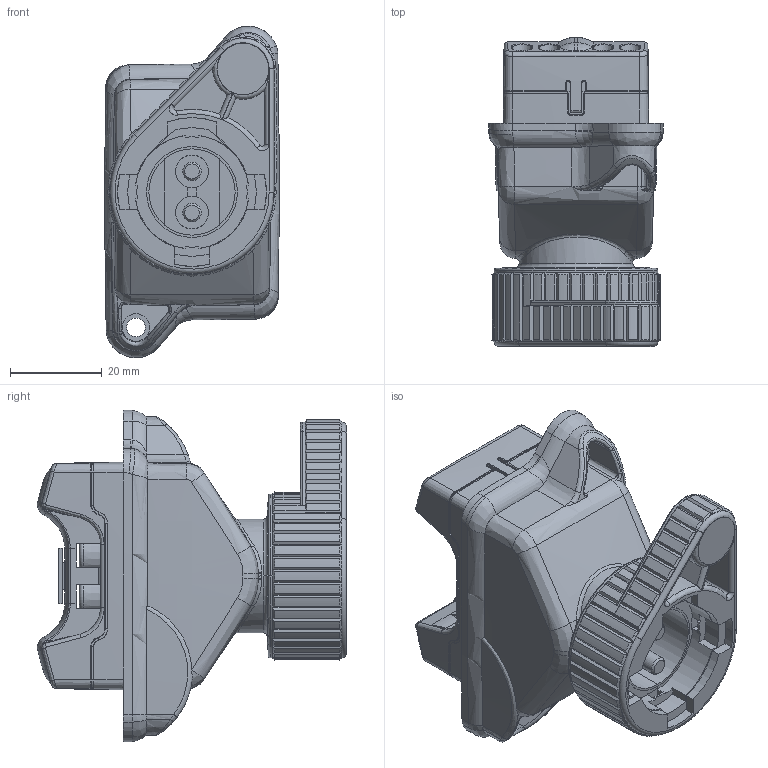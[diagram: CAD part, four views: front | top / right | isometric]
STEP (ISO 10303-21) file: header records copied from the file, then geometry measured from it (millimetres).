
FILE_DESCRIPTION((''),'2;1');
FILE_NAME('05-1141-0378_GEHAEUSE','2023-09-28T10:33:13',('Beil'),(''),'CREO PARAMETRIC BY PTC INC, 2019030','CREO PARAMETRIC BY PTC INC, 2019030','');
FILE_SCHEMA(('CONFIG_CONTROL_DESIGN','SHAPE_APPEARANCE_LAYERS_GROUPS'));
Products named in the file (1): 05-1141-0378_GEHAEUSE
Bounding box: 37.98 x 67.35 x 72.2 mm (x, y, z)
Volume: 69794.8 mm3; surface area: 29763.2 mm2
Topology: 1 solids, 1 shells, 2529 faces, 6686 edges, 4172 vertices
Faces by surface type: plane 1258, cylinder 489, bspline 455, cone 210, torus 95, extrusion 12, revolution 10
Entity records: 133474 total; most frequent: CARTESIAN_POINT 40099, ORIENTED_EDGE 13364, DIRECTION 11188, PRESENTATION_STYLE_ASSIGNMENT 7837, STYLED_ITEM 6691, CURVE_STYLE 6690, EDGE_CURVE 6682, VERTEX_POINT 4172
